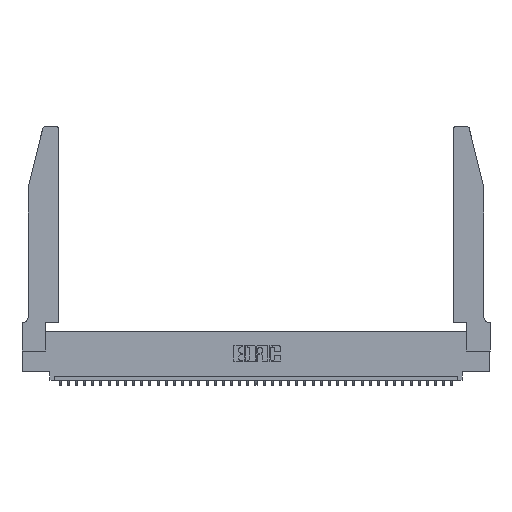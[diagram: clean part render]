
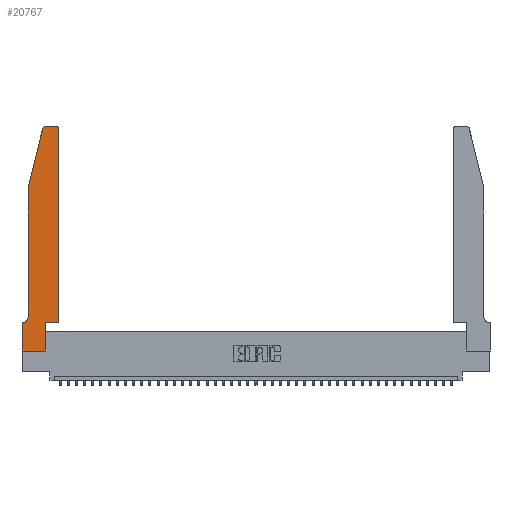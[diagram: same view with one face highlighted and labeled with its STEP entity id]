
A CAD part, top view. The second image highlights one B-rep face of the part: STEP entity #20767.
In plain terms, the highlighted planar face has unit normal (0, 0, 1).
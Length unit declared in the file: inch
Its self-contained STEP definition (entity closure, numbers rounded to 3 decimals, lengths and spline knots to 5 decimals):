
#99 = CARTESIAN_POINT ( 'NONE',  ( 0.0755, 2., 0.37 ) ) ;
#300 = LINE ( 'NONE', #4057, #12197 ) ;
#354 = EDGE_LOOP ( 'NONE', ( #30352, #872, #31934, #37140, #22567, #9938, #14342, #15172, #35087, #10544, #18348, #31954 ) ) ;
#687 = DIRECTION ( 'NONE',  ( 0., 1., 0. ) ) ;
#872 = ORIENTED_EDGE ( 'NONE', *, *, #30095, .T. ) ;
#1199 = CARTESIAN_POINT ( 'NONE',  ( 0.0055, 0.42, 0.37 ) ) ;
#2200 = CARTESIAN_POINT ( 'NONE',  ( 0.2605, 2.75, 0.37 ) ) ;
#2534 = CARTESIAN_POINT ( 'NONE',  ( 0.0755, 0.42, 0.37 ) ) ;
#2542 = VECTOR ( 'NONE', #687, 39.37008 ) ;
#2744 = DIRECTION ( 'NONE',  ( 0., -1., 0. ) ) ;
#3707 = EDGE_CURVE ( 'NONE', #36176, #10481, #29484, .T. ) ;
#3866 = CARTESIAN_POINT ( 'NONE',  ( 0.4505, 0.35, 0.37 ) ) ;
#3955 = CIRCLE ( 'NONE', #8249, 0.03 ) ;
#3976 = DIRECTION ( 'NONE',  ( 0., 0., 1. ) ) ;
#4057 = CARTESIAN_POINT ( 'NONE',  ( 0.0755, 2., 0.37 ) ) ;
#4335 = VECTOR ( 'NONE', #2744, 39.37008 ) ;
#4471 = CARTESIAN_POINT ( 'NONE',  ( 0.4205, 2.72, 0.37 ) ) ;
#4761 = CARTESIAN_POINT ( 'NONE',  ( 0.2865, 0., 0.37 ) ) ;
#5507 = CARTESIAN_POINT ( 'NONE',  ( 0.4505, 2.72, 0.37 ) ) ;
#6194 = EDGE_CURVE ( 'NONE', #14615, #36176, #22803, .T. ) ;
#6729 = CARTESIAN_POINT ( 'NONE',  ( 0.4505, 0.35, 0.37 ) ) ;
#6736 = FACE_OUTER_BOUND ( 'NONE', #354, .T. ) ;
#7280 = CARTESIAN_POINT ( 'NONE',  ( 0.284, 2.72, 0.37 ) ) ;
#7517 = CARTESIAN_POINT ( 'NONE',  ( 0.4505, 0.35, 0.37 ) ) ;
#7639 = DIRECTION ( 'NONE',  ( -0.239, -0.971, 0. ) ) ;
#8249 = AXIS2_PLACEMENT_3D ( 'NONE', #4471, #23357, #17454 ) ;
#9468 = CARTESIAN_POINT ( 'NONE',  ( 0., 0.35, 0.37 ) ) ;
#9647 = AXIS2_PLACEMENT_3D ( 'NONE', #7280, #3976, #32793 ) ;
#9938 = ORIENTED_EDGE ( 'NONE', *, *, #6194, .T. ) ;
#10346 = VERTEX_POINT ( 'NONE', #20049 ) ;
#10481 = VERTEX_POINT ( 'NONE', #26624 ) ;
#10544 = ORIENTED_EDGE ( 'NONE', *, *, #35515, .T. ) ;
#11117 = EDGE_CURVE ( 'NONE', #15164, #18777, #300, .T. ) ;
#12006 = VERTEX_POINT ( 'NONE', #16857 ) ;
#12197 = VECTOR ( 'NONE', #7639, 39.37008 ) ;
#12450 = VERTEX_POINT ( 'NONE', #2534 ) ;
#13855 = DIRECTION ( 'NONE',  ( 1., 0., 0. ) ) ;
#13885 = VECTOR ( 'NONE', #32230, 39.37008 ) ;
#14342 = ORIENTED_EDGE ( 'NONE', *, *, #3707, .T. ) ;
#14382 = EDGE_CURVE ( 'NONE', #28302, #30782, #25156, .T. ) ;
#14615 = VERTEX_POINT ( 'NONE', #30766 ) ;
#15126 = EDGE_CURVE ( 'NONE', #30782, #10346, #3955, .T. ) ;
#15164 = VERTEX_POINT ( 'NONE', #29881 ) ;
#15172 = ORIENTED_EDGE ( 'NONE', *, *, #25343, .T. ) ;
#15185 = DIRECTION ( 'NONE',  ( -1., 0., 0. ) ) ;
#15210 = CARTESIAN_POINT ( 'NONE',  ( 0., 0.35, 0.37 ) ) ;
#15667 = CARTESIAN_POINT ( 'NONE',  ( 0.2865, 0.35, 0.37 ) ) ;
#16112 = CIRCLE ( 'NONE', #20285, 0.07 ) ;
#16551 = VECTOR ( 'NONE', #35210, 39.37008 ) ;
#16738 = CIRCLE ( 'NONE', #9647, 0.03 ) ;
#16857 = CARTESIAN_POINT ( 'NONE',  ( 0.284, 2.75, 0.37 ) ) ;
#17087 = DIRECTION ( 'NONE',  ( -1., 0., 0. ) ) ;
#17454 = DIRECTION ( 'NONE',  ( 1., 0., 0. ) ) ;
#18348 = ORIENTED_EDGE ( 'NONE', *, *, #14382, .T. ) ;
#18538 = VECTOR ( 'NONE', #15185, 39.37008 ) ;
#18593 = VERTEX_POINT ( 'NONE', #15667 ) ;
#18777 = VERTEX_POINT ( 'NONE', #35478 ) ;
#19452 = AXIS2_PLACEMENT_3D ( 'NONE', #15210, #40751, #34454 ) ;
#19480 = VECTOR ( 'NONE', #13855, 39.37008 ) ;
#19823 = DIRECTION ( 'NONE',  ( 0., 0., -1. ) ) ;
#20049 = CARTESIAN_POINT ( 'NONE',  ( 0.4205, 2.75, 0.37 ) ) ;
#20285 = AXIS2_PLACEMENT_3D ( 'NONE', #1199, #19823, #17087 ) ;
#20767 = ADVANCED_FACE ( 'NONE', ( #6736 ), #21897, .T. ) ;
#21137 = EDGE_CURVE ( 'NONE', #12450, #14615, #16112, .T. ) ;
#21897 = PLANE ( 'NONE',  #19452 ) ;
#22567 = ORIENTED_EDGE ( 'NONE', *, *, #21137, .T. ) ;
#22803 = LINE ( 'NONE', #36714, #23326 ) ;
#23326 = VECTOR ( 'NONE', #33447, 39.37008 ) ;
#23357 = DIRECTION ( 'NONE',  ( 0., 0., 1. ) ) ;
#23488 = LINE ( 'NONE', #25914, #19480 ) ;
#25156 = LINE ( 'NONE', #3866, #2542 ) ;
#25226 = LINE ( 'NONE', #6729, #39115 ) ;
#25343 = EDGE_CURVE ( 'NONE', #10481, #37063, #23488, .T. ) ;
#25365 = LINE ( 'NONE', #2200, #18538 ) ;
#25914 = CARTESIAN_POINT ( 'NONE',  ( 0., 0., 0.37 ) ) ;
#26624 = CARTESIAN_POINT ( 'NONE',  ( 0., 0., 0.37 ) ) ;
#28302 = VERTEX_POINT ( 'NONE', #7517 ) ;
#28686 = DIRECTION ( 'NONE',  ( 1., 0., 0. ) ) ;
#28802 = EDGE_CURVE ( 'NONE', #10346, #12006, #25365, .T. ) ;
#28896 = LINE ( 'NONE', #99, #16551 ) ;
#29484 = LINE ( 'NONE', #34830, #4335 ) ;
#29703 = LINE ( 'NONE', #32095, #13885 ) ;
#29881 = CARTESIAN_POINT ( 'NONE',  ( 0.25487, 2.72718, 0.37 ) ) ;
#30095 = EDGE_CURVE ( 'NONE', #12006, #15164, #16738, .T. ) ;
#30352 = ORIENTED_EDGE ( 'NONE', *, *, #28802, .T. ) ;
#30766 = CARTESIAN_POINT ( 'NONE',  ( 0.0055, 0.35, 0.37 ) ) ;
#30782 = VERTEX_POINT ( 'NONE', #5507 ) ;
#31934 = ORIENTED_EDGE ( 'NONE', *, *, #11117, .T. ) ;
#31954 = ORIENTED_EDGE ( 'NONE', *, *, #15126, .T. ) ;
#32095 = CARTESIAN_POINT ( 'NONE',  ( 0.2865, 0.35, 0.37 ) ) ;
#32230 = DIRECTION ( 'NONE',  ( 0., 1., 0. ) ) ;
#32793 = DIRECTION ( 'NONE',  ( 1., 0., 0. ) ) ;
#33447 = DIRECTION ( 'NONE',  ( -1., 0., 0. ) ) ;
#34454 = DIRECTION ( 'NONE',  ( 1., 0., 0. ) ) ;
#34830 = CARTESIAN_POINT ( 'NONE',  ( 0., 0., 0.37 ) ) ;
#35087 = ORIENTED_EDGE ( 'NONE', *, *, #35715, .T. ) ;
#35210 = DIRECTION ( 'NONE',  ( 0., -1., 0. ) ) ;
#35478 = CARTESIAN_POINT ( 'NONE',  ( 0.0755, 2., 0.37 ) ) ;
#35515 = EDGE_CURVE ( 'NONE', #18593, #28302, #25226, .T. ) ;
#35715 = EDGE_CURVE ( 'NONE', #37063, #18593, #29703, .T. ) ;
#36176 = VERTEX_POINT ( 'NONE', #9468 ) ;
#36714 = CARTESIAN_POINT ( 'NONE',  ( 0.0755, 0.35, 0.37 ) ) ;
#37063 = VERTEX_POINT ( 'NONE', #4761 ) ;
#37140 = ORIENTED_EDGE ( 'NONE', *, *, #38925, .T. ) ;
#38925 = EDGE_CURVE ( 'NONE', #18777, #12450, #28896, .T. ) ;
#39115 = VECTOR ( 'NONE', #28686, 39.37008 ) ;
#40751 = DIRECTION ( 'NONE',  ( 0., 0., 1. ) ) ;
